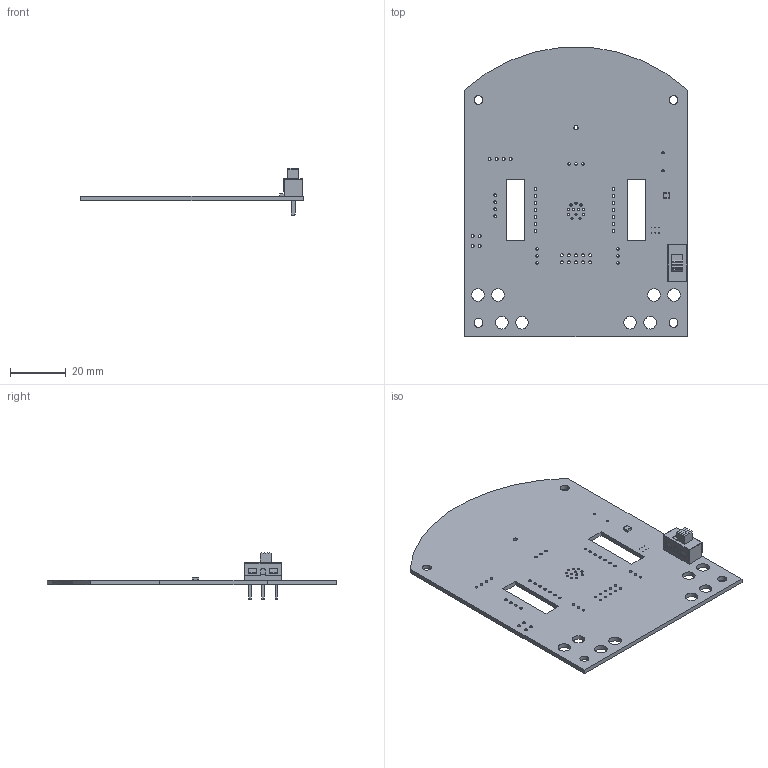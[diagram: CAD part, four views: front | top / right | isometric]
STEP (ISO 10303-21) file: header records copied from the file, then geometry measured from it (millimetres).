
FILE_DESCRIPTION(('KiCad electronic assembly'),'2;1');
FILE_NAME('Robuoy-Sub.step','2024-06-21T00:17:35',('Pcbnew'),('Kicad'), 'Open CASCADE STEP processor 7.8','KiCad to STEP converter','Unknown' );
FILE_SCHEMA(('AUTOMOTIVE_DESIGN { 1 0 10303 214 1 1 1 1 }'));
Length unit declared in the file: millimetre
Products named in the file (6): Robuoy-Sub 1; SS-12D10L4; COMPOUND_2; SMDFUSE_075MC36219; ASSEMBLY; _autosave-Robuoy-Sub_PCB
Assembly tree (5 placements, depth 3):
  Robuoy-Sub 1
    SS-12D10L4
      COMPOUND_2
    SMDFUSE_075MC36219
      ASSEMBLY
    _autosave-Robuoy-Sub_PCB
Bounding box: 80 x 103.89 x 17.1 mm (x, y, z)
Volume: 12583.1 mm3; surface area: 17187.8 mm2
Topology: 18 solids, 18 shells, 247 faces, 633 edges, 422 vertices
Faces by surface type: plane 127, cylinder 102, bspline 18
Full cylindrical faces by diameter (mm): 0.2 x6, 0.8 x14, 0.95 x27, 1 x18, 1.5 x1, 1.8 x3, 3.2 x4, 4.5 x8
Entity records: 8964 total; most frequent: CARTESIAN_POINT 1398, DIRECTION 1271, ORIENTED_EDGE 1266, EDGE_CURVE 633, AXIS2_PLACEMENT_3D 439, FACE_BOUND 423, EDGE_LOOP 423, VERTEX_POINT 422
